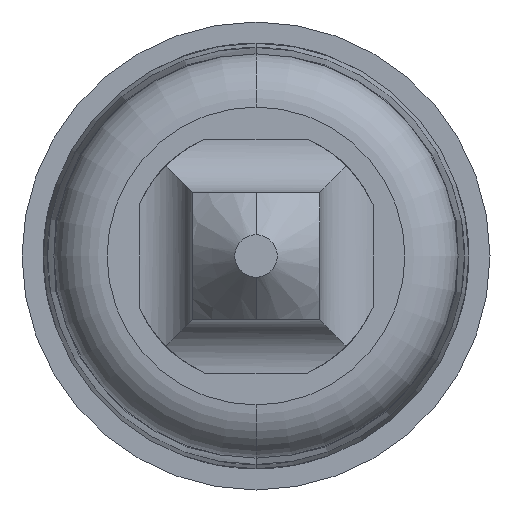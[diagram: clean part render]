
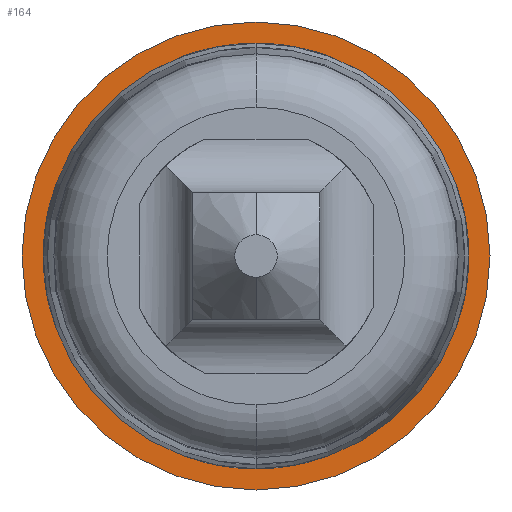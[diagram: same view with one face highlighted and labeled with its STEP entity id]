
A CAD part, front view. The second image highlights one B-rep face of the part: STEP entity #164.
In plain terms, the highlighted planar face has unit normal (0, -1, 0).
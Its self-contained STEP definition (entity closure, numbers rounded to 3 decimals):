
#91 = CARTESIAN_POINT ( 'NONE',  ( 0., -0.178, 0. ) ) ;
#150 = DIRECTION ( 'NONE',  ( 0., 0., 1. ) ) ;
#164 = ADVANCED_FACE ( 'Defeature ausgef�hrt1_28', ( #1392, #3510 ), #1236, .F. ) ;
#256 = CARTESIAN_POINT ( 'NONE',  ( 0., -0.178, -1. ) ) ;
#355 = EDGE_CURVE ( 'Defeature ausgef�hrt1_28+Defeature ausgef�hrt1_0+Defeature ausgef�hrt1_0+Defeature ausgef�hrt1_0', #1393, #1337, #3451, .T. ) ;
#425 = CARTESIAN_POINT ( 'NONE',  ( 0., -0.178, 0. ) ) ;
#437 = EDGE_CURVE ( 'Defeature ausgef�hrt1_28+Defeature ausgef�hrt1_0+Defeature ausgef�hrt1_0+Defeature ausgef�hrt1_0', #1337, #1393, #1006, .T. ) ;
#518 = VERTEX_POINT ( 'NONE', #3061 ) ;
#535 = DIRECTION ( 'NONE',  ( 0., 0., 1. ) ) ;
#642 = CARTESIAN_POINT ( 'NONE',  ( 0., -0.178, 1.1 ) ) ;
#891 = EDGE_LOOP ( 'NONE', ( #4178, #908 ) ) ;
#908 = ORIENTED_EDGE ( 'NONE', *, *, #437, .T. ) ;
#1000 = DIRECTION ( 'NONE',  ( 0., 0., 1. ) ) ;
#1006 = CIRCLE ( 'NONE', #2070, 1. ) ;
#1155 = AXIS2_PLACEMENT_3D ( 'NONE', #3069, #2063, #1000 ) ;
#1236 = PLANE ( 'NONE',  #2391 ) ;
#1337 = VERTEX_POINT ( 'NONE', #1878 ) ;
#1392 = FACE_OUTER_BOUND ( 'NONE', #4076, .T. ) ;
#1393 = VERTEX_POINT ( 'NONE', #256 ) ;
#1578 = DIRECTION ( 'NONE',  ( 0., 1., 0. ) ) ;
#1843 = CARTESIAN_POINT ( 'NONE',  ( 0., -0.178, 0. ) ) ;
#1856 = DIRECTION ( 'NONE',  ( 0., 1., 0. ) ) ;
#1878 = CARTESIAN_POINT ( 'NONE',  ( 0., -0.178, 1. ) ) ;
#2003 = EDGE_CURVE ( 'Defeature ausgef�hrt1_29+Defeature ausgef�hrt1_28+Defeature ausgef�hrt1_28+Defeature ausgef�hrt1_28', #518, #2339, #2031, .T. ) ;
#2031 = CIRCLE ( 'NONE', #1155, 1.1 ) ;
#2063 = DIRECTION ( 'NONE',  ( 0., 1., 0. ) ) ;
#2070 = AXIS2_PLACEMENT_3D ( 'NONE', #425, #2619, #535 ) ;
#2197 = DIRECTION ( 'NONE',  ( 0., 0., 1. ) ) ;
#2339 = VERTEX_POINT ( 'NONE', #642 ) ;
#2391 = AXIS2_PLACEMENT_3D ( 'NONE', #3672, #1578, #150 ) ;
#2619 = DIRECTION ( 'NONE',  ( 0., 1., 0. ) ) ;
#2624 = ORIENTED_EDGE ( 'NONE', *, *, #2003, .F. ) ;
#3061 = CARTESIAN_POINT ( 'NONE',  ( 0., -0.178, -1.1 ) ) ;
#3069 = CARTESIAN_POINT ( 'NONE',  ( 0., -0.178, 0. ) ) ;
#3164 = CIRCLE ( 'NONE', #4470, 1.1 ) ;
#3451 = CIRCLE ( 'NONE', #3871, 1. ) ;
#3456 = EDGE_CURVE ( 'Defeature ausgef�hrt1_29+Defeature ausgef�hrt1_28+Defeature ausgef�hrt1_28+Defeature ausgef�hrt1_28', #2339, #518, #3164, .T. ) ;
#3510 = FACE_BOUND ( 'NONE', #891, .T. ) ;
#3569 = DIRECTION ( 'NONE',  ( 0., 1., 0. ) ) ;
#3672 = CARTESIAN_POINT ( 'NONE',  ( 0., -0.178, -1. ) ) ;
#3871 = AXIS2_PLACEMENT_3D ( 'NONE', #91, #3569, #2197 ) ;
#4076 = EDGE_LOOP ( 'NONE', ( #4333, #2624 ) ) ;
#4178 = ORIENTED_EDGE ( 'NONE', *, *, #355, .T. ) ;
#4291 = DIRECTION ( 'NONE',  ( 0., 0., 1. ) ) ;
#4333 = ORIENTED_EDGE ( 'NONE', *, *, #3456, .F. ) ;
#4470 = AXIS2_PLACEMENT_3D ( 'NONE', #1843, #1856, #4291 ) ;
